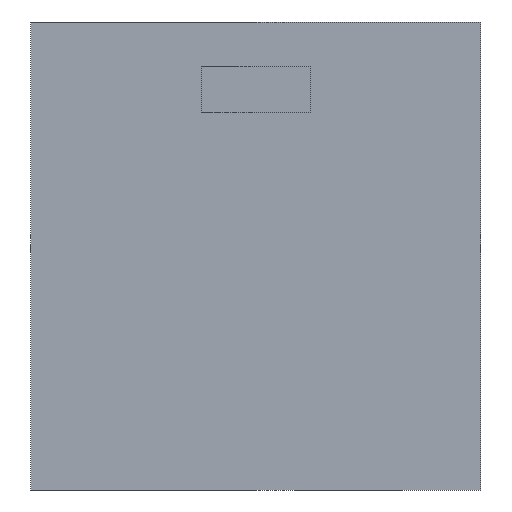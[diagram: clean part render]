
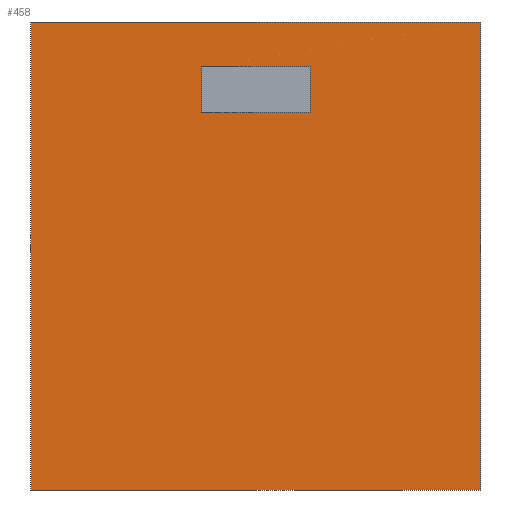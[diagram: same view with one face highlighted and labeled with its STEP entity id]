
A CAD part, left-side view. The second image highlights one B-rep face of the part: STEP entity #458.
In plain terms, the highlighted planar face has unit normal (-1, 0, 0).
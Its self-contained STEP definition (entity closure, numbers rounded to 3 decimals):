
#17=FACE_BOUND('',#68,.T.);
#42=FACE_OUTER_BOUND('',#67,.T.);
#67=EDGE_LOOP('',(#383,#384,#385,#386));
#68=EDGE_LOOP('',(#387,#388,#389,#390));
#77=LINE('',#614,#137);
#80=LINE('',#620,#140);
#83=LINE('',#626,#143);
#86=LINE('',#630,#146);
#100=LINE('',#660,#160);
#128=LINE('',#716,#188);
#133=LINE('',#725,#193);
#134=LINE('',#727,#194);
#137=VECTOR('',#504,10.);
#140=VECTOR('',#509,10.);
#143=VECTOR('',#514,10.);
#146=VECTOR('',#519,10.);
#160=VECTOR('',#543,10.);
#188=VECTOR('',#589,10.);
#193=VECTOR('',#598,10.);
#194=VECTOR('',#601,10.);
#197=VERTEX_POINT('',#611);
#198=VERTEX_POINT('',#613);
#200=VERTEX_POINT('',#619);
#202=VERTEX_POINT('',#625);
#212=VERTEX_POINT('',#657);
#213=VERTEX_POINT('',#659);
#232=VERTEX_POINT('',#714);
#234=VERTEX_POINT('',#723);
#237=EDGE_CURVE('',#198,#197,#77,.T.);
#240=EDGE_CURVE('',#200,#198,#80,.T.);
#243=EDGE_CURVE('',#202,#200,#83,.T.);
#246=EDGE_CURVE('',#197,#202,#86,.T.);
#260=EDGE_CURVE('',#212,#213,#100,.T.);
#288=EDGE_CURVE('',#232,#212,#128,.T.);
#293=EDGE_CURVE('',#234,#213,#133,.T.);
#294=EDGE_CURVE('',#232,#234,#134,.T.);
#383=ORIENTED_EDGE('',*,*,#294,.T.);
#384=ORIENTED_EDGE('',*,*,#293,.T.);
#385=ORIENTED_EDGE('',*,*,#260,.F.);
#386=ORIENTED_EDGE('',*,*,#288,.F.);
#387=ORIENTED_EDGE('',*,*,#243,.T.);
#388=ORIENTED_EDGE('',*,*,#240,.T.);
#389=ORIENTED_EDGE('',*,*,#237,.T.);
#390=ORIENTED_EDGE('',*,*,#246,.T.);
#435=PLANE('',#495);
#458=ADVANCED_FACE('',(#42,#17),#435,.T.);
#495=AXIS2_PLACEMENT_3D('',#726,#599,#600);
#504=DIRECTION('',(0.,0.,1.));
#509=DIRECTION('',(0.,1.,0.));
#514=DIRECTION('',(0.,0.,-1.));
#519=DIRECTION('',(0.,-1.,0.));
#543=DIRECTION('',(0.,-1.,0.));
#589=DIRECTION('',(0.,0.,1.));
#598=DIRECTION('',(0.,0.,1.));
#599=DIRECTION('center_axis',(-1.,0.,0.));
#600=DIRECTION('ref_axis',(0.,-1.,0.));
#601=DIRECTION('',(0.,-1.,0.));
#611=CARTESIAN_POINT('',(0.,31.,47.));
#613=CARTESIAN_POINT('',(0.,31.,42.));
#614=CARTESIAN_POINT('',(0.,31.,21.));
#619=CARTESIAN_POINT('',(0.,19.,42.));
#620=CARTESIAN_POINT('',(0.,34.5,42.));
#625=CARTESIAN_POINT('',(0.,19.,47.));
#626=CARTESIAN_POINT('',(0.,19.,23.5));
#630=CARTESIAN_POINT('',(0.,40.5,47.));
#657=CARTESIAN_POINT('',(0.,50.,52.));
#659=CARTESIAN_POINT('',(0.,0.,52.));
#660=CARTESIAN_POINT('',(0.,50.,52.));
#714=CARTESIAN_POINT('',(0.,50.,0.));
#716=CARTESIAN_POINT('',(0.,50.,0.));
#723=CARTESIAN_POINT('',(0.,0.,0.));
#725=CARTESIAN_POINT('',(0.,0.,0.));
#726=CARTESIAN_POINT('Origin',(0.,50.,0.));
#727=CARTESIAN_POINT('',(0.,50.,0.));
